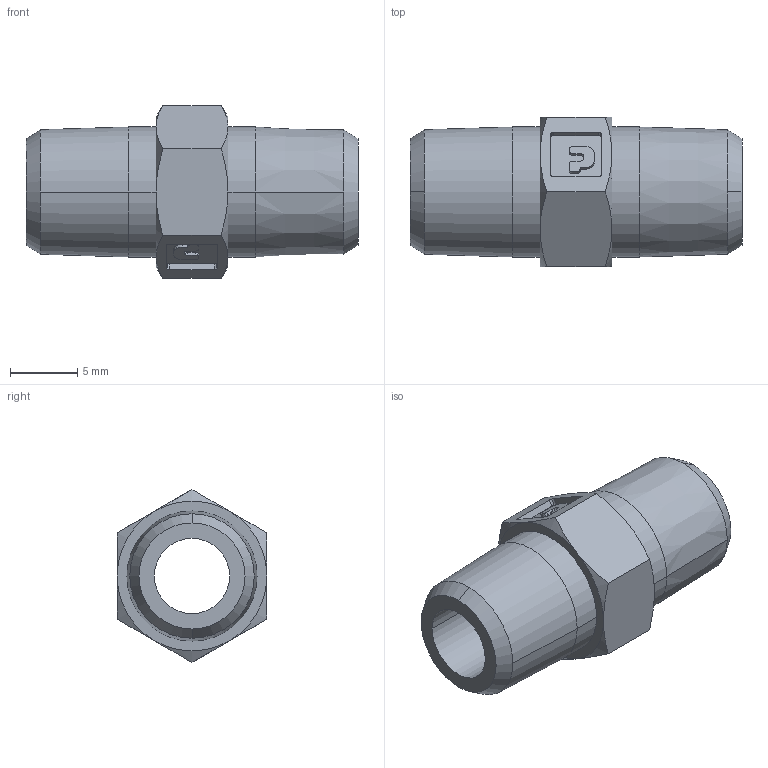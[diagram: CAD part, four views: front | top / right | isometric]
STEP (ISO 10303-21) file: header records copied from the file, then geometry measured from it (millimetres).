
FILE_DESCRIPTION((''),'2;1');
FILE_NAME('Hex Nipple 216P-2.stp','2005-04-12T16:30:13',('DB01101'),(''),'Autodesk Inventor 9','Autodesk Inventor 9','');
FILE_SCHEMA(('AUTOMOTIVE_DESIGN { 1 0 10303 214 1 1 1 1 }'));
Length unit declared in the file: inch
Products named in the file (1): Hex Nipple 216P-2
Bounding box: 24.64 x 11.11 x 12.83 mm (x, y, z)
Volume: 1287 mm3; surface area: 1339 mm2
Topology: 1 solids, 1 shells, 122 faces, 324 edges, 210 vertices
Faces by surface type: cylinder 54, plane 41, cone 20, bspline 7
Entity records: 3909 total; most frequent: CARTESIAN_POINT 810, DIRECTION 674, ORIENTED_EDGE 648, EDGE_CURVE 324, AXIS2_PLACEMENT_3D 258, VERTEX_POINT 210, VECTOR 158, LINE 158
